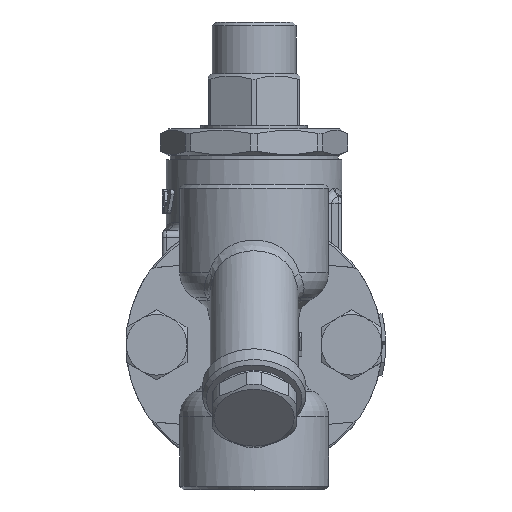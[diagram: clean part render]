
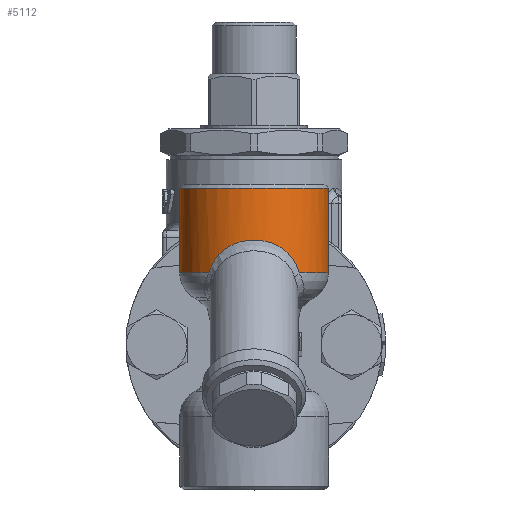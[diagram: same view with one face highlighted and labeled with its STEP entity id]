
A CAD part, left-side view. The second image highlights one B-rep face of the part: STEP entity #5112.
In plain terms, the highlighted cylindrical face has radius 19.5 mm (diameter 39 mm), a full revolution.
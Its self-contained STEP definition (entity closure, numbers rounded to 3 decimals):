
#1677=CARTESIAN_POINT('',(-72.5,16.741,18.83));
#1678=VERTEX_POINT('',#1677);
#1707=CARTESIAN_POINT('',(-72.5,16.741,21.035));
#1708=VERTEX_POINT('',#1707);
#1709=CARTESIAN_POINT('',(-72.5,16.741,18.83));
#1710=DIRECTION('',(0.0,0.0,1.0));
#1711=VECTOR('',#1710,2.205);
#1712=LINE('',#1709,#1711);
#1713=EDGE_CURVE('',#1678,#1708,#1712,.T.);
#2371=CARTESIAN_POINT('',(-72.5,-16.741,21.035));
#2372=VERTEX_POINT('',#2371);
#2379=CARTESIAN_POINT('',(-72.5,-16.741,18.83));
#2380=VERTEX_POINT('',#2379);
#2381=CARTESIAN_POINT('',(-72.5,-16.741,21.035));
#2382=DIRECTION('',(0.0,0.0,-1.0));
#2383=VECTOR('',#2382,2.205);
#2384=LINE('',#2381,#2383);
#2385=EDGE_CURVE('',#2372,#2380,#2384,.T.);
#5015=CARTESIAN_POINT('',(-63.,0.,41.));
#5016=VERTEX_POINT('',#5015);
#5017=CARTESIAN_POINT('',(-82.5,0.0,41.));
#5018=DIRECTION('',(0.0,0.0,1.0));
#5019=DIRECTION('',(-1.0,0.0,0.0));
#5020=AXIS2_PLACEMENT_3D('',#5017,#5018,#5019);
#5021=CIRCLE('',#5020,19.5);
#5022=EDGE_CURVE('',#5016,#5016,#5021,.T.);
#5038=CARTESIAN_POINT('',(-82.5,0.0,30.415));
#5039=DIRECTION('',(0.,0.0,1.0));
#5040=DIRECTION('',(1.0,0.0,0.0));
#5041=AXIS2_PLACEMENT_3D('',#5038,#5039,#5040);
#5042=CYLINDRICAL_SURFACE('',#5041,19.5);
#5043=CARTESIAN_POINT('',(-97.979,-11.859,18.83));
#5044=VERTEX_POINT('',#5043);
#5045=CARTESIAN_POINT('',(-97.979,11.859,18.83));
#5046=VERTEX_POINT('',#5045);
#5047=CARTESIAN_POINT('',(-97.979,-11.859,18.83));
#5048=CARTESIAN_POINT('',(-98.076,-11.733,19.226));
#5049=CARTESIAN_POINT('',(-98.286,-11.452,20.003));
#5050=CARTESIAN_POINT('',(-98.644,-10.944,21.105));
#5051=CARTESIAN_POINT('',(-99.032,-10.35,22.131));
#5052=CARTESIAN_POINT('',(-99.567,-9.46,23.371));
#5053=CARTESIAN_POINT('',(-100.111,-8.414,24.437));
#5054=CARTESIAN_POINT('',(-100.553,-7.385,25.21));
#5055=CARTESIAN_POINT('',(-100.789,-6.771,25.604));
#5056=CARTESIAN_POINT('',(-101.05,-6.038,26.027));
#5057=CARTESIAN_POINT('',(-101.366,-4.998,26.513));
#5058=CARTESIAN_POINT('',(-101.68,-3.612,26.973));
#5059=CARTESIAN_POINT('',(-101.967,-1.713,27.376));
#5060=CARTESIAN_POINT('',(-102.041,0.249,27.477));
#5061=CARTESIAN_POINT('',(-101.904,2.066,27.288));
#5062=CARTESIAN_POINT('',(-101.735,3.262,27.05));
#5063=CARTESIAN_POINT('',(-101.459,4.656,26.652));
#5064=CARTESIAN_POINT('',(-101.075,6.,26.074));
#5065=CARTESIAN_POINT('',(-100.614,7.241,25.317));
#5066=CARTESIAN_POINT('',(-100.114,8.408,24.442));
#5067=CARTESIAN_POINT('',(-99.566,9.463,23.37));
#5068=CARTESIAN_POINT('',(-99.028,10.357,22.121));
#5069=CARTESIAN_POINT('',(-98.517,11.139,20.77));
#5070=CARTESIAN_POINT('',(-98.174,11.605,19.627));
#5071=CARTESIAN_POINT('',(-97.979,11.859,18.83));
#5072=B_SPLINE_CURVE_WITH_KNOTS('',3,(#5047,#5048,#5049,#5050,#5051,#5052,#5053,#5054,#5055,#5056,#5057,#5058,#5059,#5060,#5061,#5062,#5063,#5064,#5065,#5066,#5067,#5068,#5069,#5070,#5071),.UNSPECIFIED.,.F.,.U.,(4,1,1,1,1,1,1,1,1,1,1,1,1,1,1,1,1,1,1,1,1,1,4),(12.178,12.31,12.442,12.574,12.706,12.969,13.101,13.167,13.233,13.409,13.585,13.76,14.112,14.288,14.42,14.551,14.815,14.947,15.079,15.343,15.474,15.606,15.87),.UNSPECIFIED.);
#5073=EDGE_CURVE('',#5044,#5046,#5072,.T.);
#5074=ORIENTED_EDGE('',*,*,#5073,.F.);
#5075=CARTESIAN_POINT('',(-82.5,0.0,18.83));
#5076=DIRECTION('',(0.0,0.0,1.0));
#5077=DIRECTION('',(1.0,0.0,0.0));
#5078=AXIS2_PLACEMENT_3D('',#5075,#5076,#5077);
#5079=CIRCLE('',#5078,19.5);
#5080=EDGE_CURVE('',#5044,#2380,#5079,.T.);
#5081=ORIENTED_EDGE('',*,*,#5080,.T.);
#5082=ORIENTED_EDGE('',*,*,#2385,.F.);
#5083=CARTESIAN_POINT('',(-63.,0.0,22.5));
#5084=VERTEX_POINT('',#5083);
#5085=CARTESIAN_POINT('',(-82.5,0.0,22.5));
#5086=DIRECTION('',(0.0,0.087,-0.996));
#5087=DIRECTION('',(0.,0.996,0.087));
#5088=AXIS2_PLACEMENT_3D('',#5085,#5086,#5087);
#5089=ELLIPSE('',#5088,19.574,19.5);
#5090=EDGE_CURVE('',#5084,#2372,#5089,.T.);
#5091=ORIENTED_EDGE('',*,*,#5090,.F.);
#5092=CARTESIAN_POINT('',(-82.5,0.0,22.5));
#5093=DIRECTION('',(0.,-0.087,-0.996));
#5094=DIRECTION('',(0.,0.996,-0.087));
#5095=AXIS2_PLACEMENT_3D('',#5092,#5093,#5094);
#5096=ELLIPSE('',#5095,19.574,19.5);
#5097=EDGE_CURVE('',#1708,#5084,#5096,.T.);
#5098=ORIENTED_EDGE('',*,*,#5097,.F.);
#5099=ORIENTED_EDGE('',*,*,#1713,.F.);
#5100=CARTESIAN_POINT('',(-82.5,0.0,18.83));
#5101=DIRECTION('',(0.0,0.0,1.0));
#5102=DIRECTION('',(1.0,0.0,0.0));
#5103=AXIS2_PLACEMENT_3D('',#5100,#5101,#5102);
#5104=CIRCLE('',#5103,19.5);
#5105=EDGE_CURVE('',#1678,#5046,#5104,.T.);
#5106=ORIENTED_EDGE('',*,*,#5105,.T.);
#5107=EDGE_LOOP('',(#5074,#5081,#5082,#5091,#5098,#5099,#5106));
#5108=FACE_OUTER_BOUND('',#5107,.T.);
#5109=ORIENTED_EDGE('',*,*,#5022,.F.);
#5110=EDGE_LOOP('',(#5109));
#5111=FACE_BOUND('',#5110,.T.);
#5112=ADVANCED_FACE('',(#5108,#5111),#5042,.T.);
